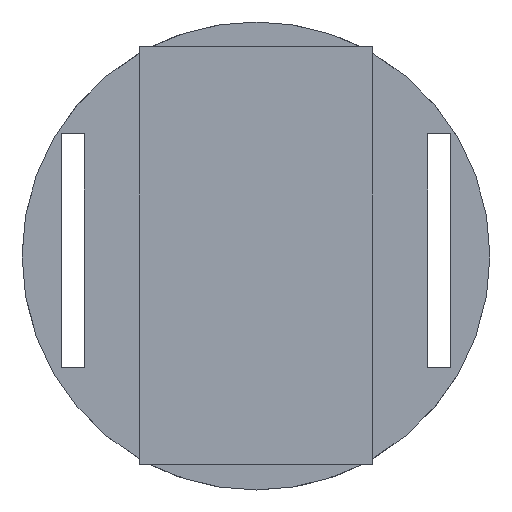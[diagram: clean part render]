
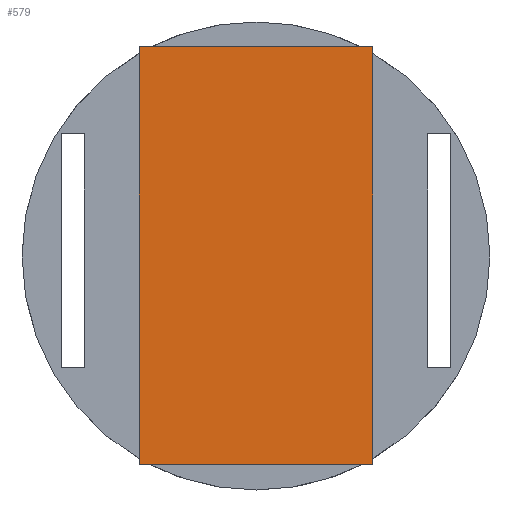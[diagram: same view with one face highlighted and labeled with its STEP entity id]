
A CAD part, top view. The second image highlights one B-rep face of the part: STEP entity #579.
In plain terms, the highlighted planar face has unit normal (0, 0, 1).
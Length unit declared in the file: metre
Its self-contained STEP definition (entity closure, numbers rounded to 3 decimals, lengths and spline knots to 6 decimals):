
#143=ORIENTED_EDGE('',*,*,#254,.F.);
#144=ORIENTED_EDGE('',*,*,#199,.T.);
#145=ORIENTED_EDGE('',*,*,#255,.T.);
#146=ORIENTED_EDGE('',*,*,#188,.F.);
#188=EDGE_CURVE('',#267,#268,#318,.T.);
#199=EDGE_CURVE('',#279,#278,#329,.T.);
#254=EDGE_CURVE('',#279,#267,#373,.T.);
#255=EDGE_CURVE('',#278,#268,#374,.T.);
#267=VERTEX_POINT('',#810);
#268=VERTEX_POINT('',#812);
#278=VERTEX_POINT('',#833);
#279=VERTEX_POINT('',#835);
#318=LINE('',#811,#386);
#329=LINE('',#834,#397);
#373=LINE('',#943,#441);
#374=LINE('',#944,#442);
#386=VECTOR('',#653,1.);
#397=VECTOR('',#666,1.);
#441=VECTOR('',#772,1.);
#442=VECTOR('',#773,1.);
#479=EDGE_LOOP('',(#143,#144,#145,#146));
#519=FACE_BOUND('',#479,.T.);
#548=PLANE('',#634);
#579=ADVANCED_FACE('',(#519),#548,.T.);
#634=AXIS2_PLACEMENT_3D('',#942,#770,#771);
#653=DIRECTION('',(-1.,0.,0.));
#666=DIRECTION('',(-1.,0.,0.));
#770=DIRECTION('',(0.,0.,1.));
#771=DIRECTION('',(1.,0.,0.));
#772=DIRECTION('',(0.,-1.,0.));
#773=DIRECTION('',(0.,-1.,0.));
#810=CARTESIAN_POINT('',(0.019,-0.034,0.04191));
#811=CARTESIAN_POINT('',(0.,-0.034,0.04191));
#812=CARTESIAN_POINT('',(-0.019,-0.034,0.04191));
#833=CARTESIAN_POINT('',(-0.019,0.034,0.04191));
#834=CARTESIAN_POINT('',(0.,0.034,0.04191));
#835=CARTESIAN_POINT('',(0.019,0.034,0.04191));
#942=CARTESIAN_POINT('',(0.,0.,0.04191));
#943=CARTESIAN_POINT('',(0.019,0.,0.04191));
#944=CARTESIAN_POINT('',(-0.019,0.,0.04191));
